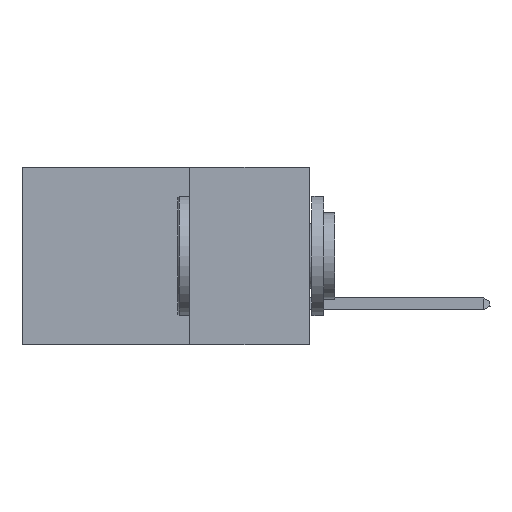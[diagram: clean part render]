
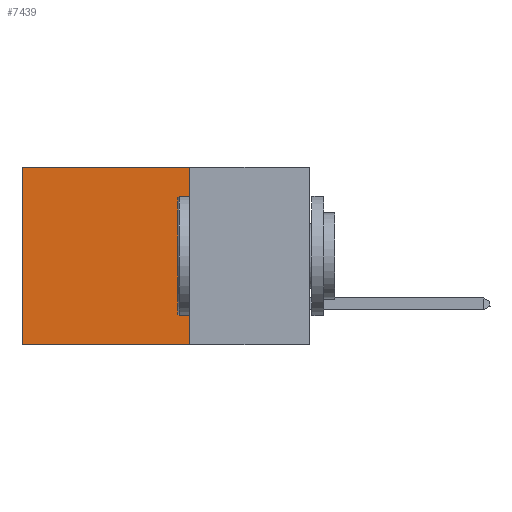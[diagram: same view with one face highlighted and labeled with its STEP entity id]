
A CAD part, left-side view. The second image highlights one B-rep face of the part: STEP entity #7439.
In plain terms, the highlighted planar face has unit normal (-1, 0, 0).
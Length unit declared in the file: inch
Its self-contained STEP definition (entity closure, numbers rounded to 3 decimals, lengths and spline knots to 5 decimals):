
#272 = CARTESIAN_POINT ( 'NONE',  ( 0.2875, 0.25, 0. ) ) ;
#1029 = VERTEX_POINT ( 'NONE', #10180 ) ;
#1241 = LINE ( 'NONE', #5332, #10062 ) ;
#1566 = DIRECTION ( 'NONE',  ( 0., 0., -1. ) ) ;
#2022 = ORIENTED_EDGE ( 'NONE', *, *, #9373, .T. ) ;
#2024 = VERTEX_POINT ( 'NONE', #10922 ) ;
#2238 = ORIENTED_EDGE ( 'NONE', *, *, #11825, .F. ) ;
#2777 = DIRECTION ( 'NONE',  ( 0., 0., -1. ) ) ;
#3663 = VERTEX_POINT ( 'NONE', #4160 ) ;
#3676 = EDGE_CURVE ( 'NONE', #1029, #3663, #11098, .T. ) ;
#3880 = DIRECTION ( 'NONE',  ( 0., 1., 0. ) ) ;
#4160 = CARTESIAN_POINT ( 'NONE',  ( 0.2875, 0.25, -0.37 ) ) ;
#5332 = CARTESIAN_POINT ( 'NONE',  ( 0.2875, 0.25, -0.37 ) ) ;
#5602 = EDGE_CURVE ( 'NONE', #1029, #15688, #7469, .T. ) ;
#7439 = ADVANCED_FACE ( 'NONE', ( #10407 ), #8857, .F. ) ;
#7469 = LINE ( 'NONE', #13922, #14345 ) ;
#7851 = DIRECTION ( 'NONE',  ( 0., 1., 0. ) ) ;
#8523 = VECTOR ( 'NONE', #12141, 39.37008 ) ;
#8857 = PLANE ( 'NONE',  #14932 ) ;
#9373 = EDGE_CURVE ( 'NONE', #15688, #2024, #13440, .T. ) ;
#10062 = VECTOR ( 'NONE', #3880, 39.37008 ) ;
#10180 = CARTESIAN_POINT ( 'NONE',  ( 0.2875, 0.25, 0. ) ) ;
#10407 = FACE_OUTER_BOUND ( 'NONE', #13176, .T. ) ;
#10922 = CARTESIAN_POINT ( 'NONE',  ( 0.2875, 0.6, -0.37 ) ) ;
#11098 = LINE ( 'NONE', #272, #11278 ) ;
#11278 = VECTOR ( 'NONE', #1566, 39.37008 ) ;
#11825 = EDGE_CURVE ( 'NONE', #3663, #2024, #1241, .T. ) ;
#12084 = ORIENTED_EDGE ( 'NONE', *, *, #3676, .F. ) ;
#12141 = DIRECTION ( 'NONE',  ( 0., 0., -1. ) ) ;
#12675 = CARTESIAN_POINT ( 'NONE',  ( 0.2875, 0.25, 0. ) ) ;
#12928 = CARTESIAN_POINT ( 'NONE',  ( 0.2875, 0.6, 0. ) ) ;
#13176 = EDGE_LOOP ( 'NONE', ( #2022, #2238, #12084, #13418 ) ) ;
#13418 = ORIENTED_EDGE ( 'NONE', *, *, #5602, .T. ) ;
#13440 = LINE ( 'NONE', #14256, #8523 ) ;
#13922 = CARTESIAN_POINT ( 'NONE',  ( 0.2875, 0.25, 0. ) ) ;
#14256 = CARTESIAN_POINT ( 'NONE',  ( 0.2875, 0.6, 0. ) ) ;
#14345 = VECTOR ( 'NONE', #7851, 39.37008 ) ;
#14932 = AXIS2_PLACEMENT_3D ( 'NONE', #12675, #15288, #2777 ) ;
#15288 = DIRECTION ( 'NONE',  ( 1., 0., 0. ) ) ;
#15688 = VERTEX_POINT ( 'NONE', #12928 ) ;
